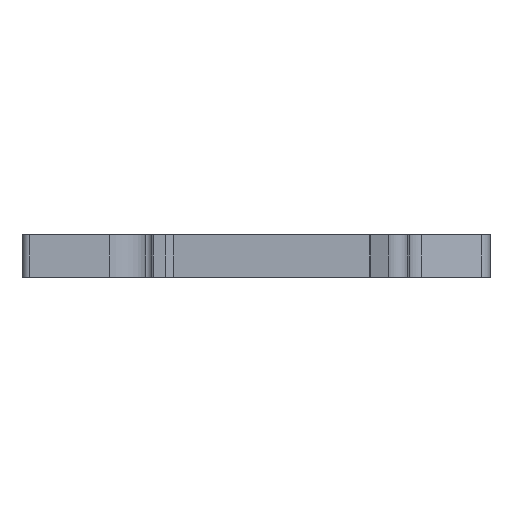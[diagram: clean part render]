
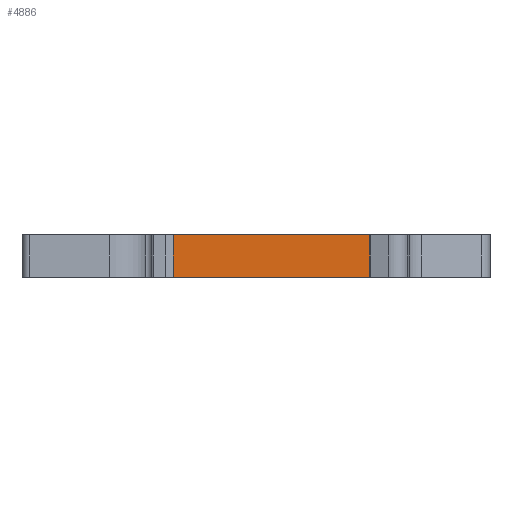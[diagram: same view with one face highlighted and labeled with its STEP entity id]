
A CAD part, front view. The second image highlights one B-rep face of the part: STEP entity #4886.
In plain terms, the highlighted planar face has unit normal (0, -1, 0).
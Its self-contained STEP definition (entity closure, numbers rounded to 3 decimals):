
#309 = CARTESIAN_POINT ( 'NONE',  ( -0.525, -17.569, 11.339 ) ) ;
#407 = CARTESIAN_POINT ( 'NONE',  ( -28.85, -17.569, 5.389 ) ) ;
#654 = AXIS2_PLACEMENT_3D ( 'NONE', #6210, #1532, #6970 ) ;
#687 = EDGE_CURVE ( 'NONE', #8445, #9158, #4991, .T. ) ;
#1355 = LINE ( 'NONE', #407, #2945 ) ;
#1532 = DIRECTION ( 'NONE',  ( 0., 1., 0. ) ) ;
#2080 = LINE ( 'NONE', #4055, #9027 ) ;
#2255 = CARTESIAN_POINT ( 'NONE',  ( -28.85, -17.569, 11.339 ) ) ;
#2312 = DIRECTION ( 'NONE',  ( 0., 0., -1. ) ) ;
#2945 = VECTOR ( 'NONE', #3550, 1000. ) ;
#3550 = DIRECTION ( 'NONE',  ( 1., 0., 0. ) ) ;
#3773 = FACE_OUTER_BOUND ( 'NONE', #7623, .T. ) ;
#4055 = CARTESIAN_POINT ( 'NONE',  ( -28.85, -17.569, 11.339 ) ) ;
#4186 = EDGE_CURVE ( 'NONE', #8836, #8445, #2080, .T. ) ;
#4886 = ADVANCED_FACE ( 'NONE', ( #3773 ), #6934, .F. ) ;
#4991 = LINE ( 'NONE', #5891, #7484 ) ;
#5294 = CARTESIAN_POINT ( 'NONE',  ( -0.525, -17.569, 5.389 ) ) ;
#5442 = CARTESIAN_POINT ( 'NONE',  ( -28.85, -17.569, 11.389 ) ) ;
#5891 = CARTESIAN_POINT ( 'NONE',  ( -0.525, -17.569, 11.389 ) ) ;
#6020 = DIRECTION ( 'NONE',  ( 0., 0., -1. ) ) ;
#6210 = CARTESIAN_POINT ( 'NONE',  ( -28.85, -17.569, 11.389 ) ) ;
#6934 = PLANE ( 'NONE',  #654 ) ;
#6970 = DIRECTION ( 'NONE',  ( -1., 0., 0. ) ) ;
#7058 = VECTOR ( 'NONE', #2312, 1000. ) ;
#7397 = CARTESIAN_POINT ( 'NONE',  ( -28.85, -17.569, 5.389 ) ) ;
#7484 = VECTOR ( 'NONE', #6020, 1000. ) ;
#7623 = EDGE_LOOP ( 'NONE', ( #9290, #8714, #8978, #9076 ) ) ;
#7922 = EDGE_CURVE ( 'NONE', #9097, #9158, #1355, .T. ) ;
#8237 = EDGE_CURVE ( 'NONE', #8836, #9097, #9058, .T. ) ;
#8445 = VERTEX_POINT ( 'NONE', #309 ) ;
#8583 = DIRECTION ( 'NONE',  ( 1., 0., 0. ) ) ;
#8714 = ORIENTED_EDGE ( 'NONE', *, *, #8237, .T. ) ;
#8836 = VERTEX_POINT ( 'NONE', #2255 ) ;
#8978 = ORIENTED_EDGE ( 'NONE', *, *, #7922, .T. ) ;
#9027 = VECTOR ( 'NONE', #8583, 1000. ) ;
#9058 = LINE ( 'NONE', #5442, #7058 ) ;
#9076 = ORIENTED_EDGE ( 'NONE', *, *, #687, .F. ) ;
#9097 = VERTEX_POINT ( 'NONE', #7397 ) ;
#9158 = VERTEX_POINT ( 'NONE', #5294 ) ;
#9290 = ORIENTED_EDGE ( 'NONE', *, *, #4186, .F. ) ;
